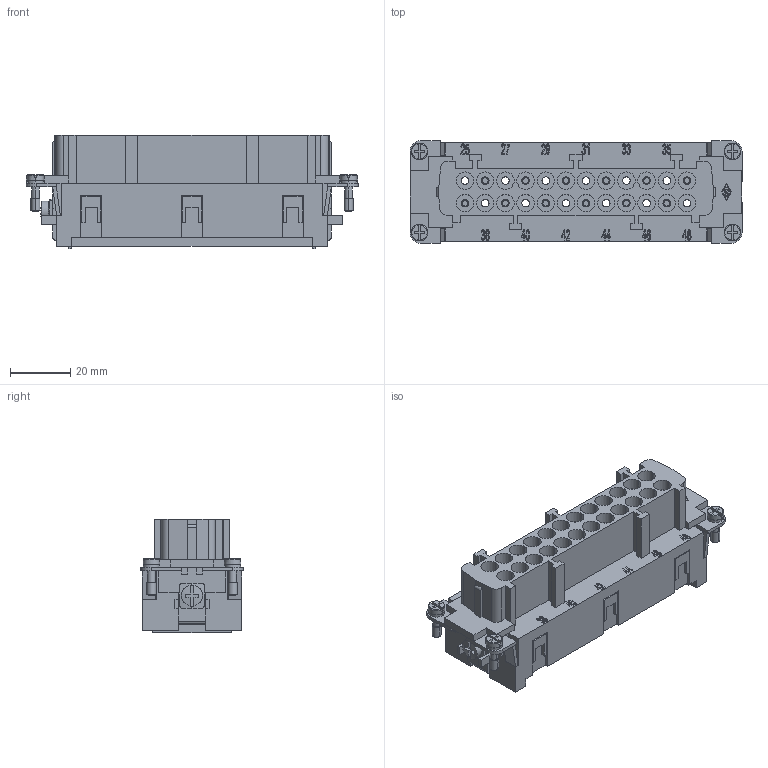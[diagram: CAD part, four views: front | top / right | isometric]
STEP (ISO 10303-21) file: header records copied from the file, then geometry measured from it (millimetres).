
FILE_DESCRIPTION((''),'2;1');
FILE_NAME('CMCEF 10 N.stp','2006-10-31T16:02:15',('gembarski'),(''),'Autodesk Inventor 7','Autodesk Inventor 7','');
FILE_SCHEMA(('AUTOMOTIVE_DESIGN { 1 0 10303 214 1 1 1 1 }'));
Length unit declared in the file: millimetre
Products named in the file (1): CMCEF 10 N
Bounding box: 110.3 x 34 x 37.8 mm (x, y, z)
Volume: 75118.9 mm3; surface area: 31422.6 mm2
Topology: 1 solids, 2 shells, 1639 faces, 4364 edges, 2889 vertices
Faces by surface type: bspline 772, plane 713, cylinder 114, torus 32, sphere 4, cone 4
Entity records: 55280 total; most frequent: CARTESIAN_POINT 17681, ORIENTED_EDGE 8732, DIRECTION 5999, EDGE_CURVE 4366, VERTEX_POINT 2889, VECTOR 2845, LINE 2845, EDGE_LOOP 1847
